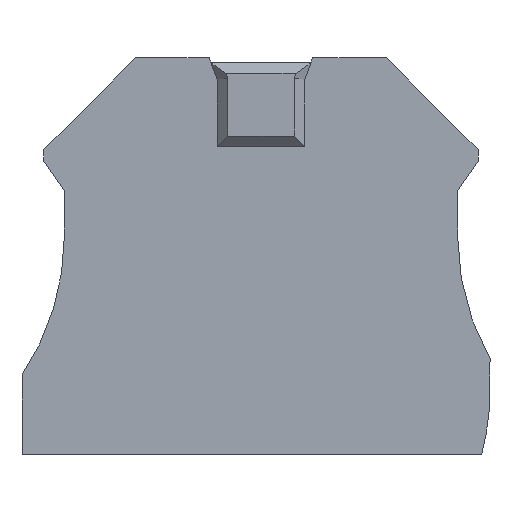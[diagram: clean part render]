
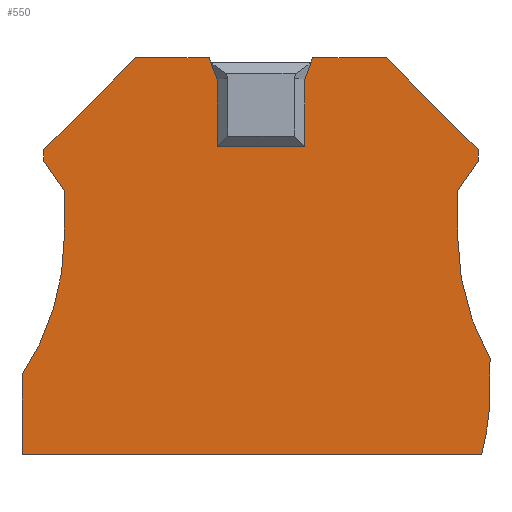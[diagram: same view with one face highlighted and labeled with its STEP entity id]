
A CAD part, left-side view. The second image highlights one B-rep face of the part: STEP entity #550.
In plain terms, the highlighted planar face has unit normal (-1, 0, 0).
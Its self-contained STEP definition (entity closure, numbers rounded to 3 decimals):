
#37=CARTESIAN_POINT('',(0.,17.8,39.8));
#38=VERTEX_POINT('',#37);
#45=CARTESIAN_POINT('',(0.,10.4,39.8));
#46=VERTEX_POINT('',#45);
#47=CARTESIAN_POINT('',(0.,17.8,39.8));
#48=DIRECTION('',(0.,-1.,0.));
#49=VECTOR('',#48,7.4);
#50=LINE('',#47,#49);
#51=EDGE_CURVE('',#38,#46,#50,.T.);
#77=CARTESIAN_POINT('',(0.,3.25,26.472));
#78=VERTEX_POINT('',#77);
#85=CARTESIAN_POINT('',(0.,3.25,21.9));
#86=VERTEX_POINT('',#85);
#87=CARTESIAN_POINT('',(0.,3.25,26.472));
#88=DIRECTION('',(0.,0.,-1.));
#89=VECTOR('',#88,4.572);
#90=LINE('',#87,#89);
#91=EDGE_CURVE('',#78,#86,#90,.T.);
#117=CARTESIAN_POINT('',(0.,1.2,30.6));
#118=VERTEX_POINT('',#117);
#125=CARTESIAN_POINT('',(0.,1.2,29.4));
#126=VERTEX_POINT('',#125);
#127=CARTESIAN_POINT('',(0.,1.2,30.6));
#128=DIRECTION('',(0.,0.,-1.));
#129=VECTOR('',#128,1.2);
#130=LINE('',#127,#129);
#131=EDGE_CURVE('',#118,#126,#130,.T.);
#165=CARTESIAN_POINT('',(0.,35.6,39.8));
#166=VERTEX_POINT('',#165);
#173=CARTESIAN_POINT('',(0.,28.2,39.8));
#174=VERTEX_POINT('',#173);
#175=CARTESIAN_POINT('',(0.,35.6,39.8));
#176=DIRECTION('',(0.,-1.,0.));
#177=VECTOR('',#176,7.4);
#178=LINE('',#175,#177);
#179=EDGE_CURVE('',#166,#174,#178,.T.);
#196=CARTESIAN_POINT('',(0.,10.4,39.8));
#197=DIRECTION('',(0.,-0.707,-0.707));
#198=VECTOR('',#197,13.011);
#199=LINE('',#196,#198);
#200=EDGE_CURVE('',#46,#118,#199,.T.);
#218=CARTESIAN_POINT('',(0.,1.2,29.4));
#219=DIRECTION('',(0.,0.574,-0.819));
#220=VECTOR('',#219,3.574);
#221=LINE('',#218,#220);
#222=EDGE_CURVE('',#126,#78,#221,.T.);
#239=CARTESIAN_POINT('',(0.,0.,9.574));
#240=VERTEX_POINT('',#239);
#257=CARTESIAN_POINT('',(0.,-21.75,21.9));
#258=DIRECTION('',(0.,1.,0.));
#259=DIRECTION('',(-1.,0.,0.));
#260=AXIS2_PLACEMENT_3D('',#257,#259,#258);
#261=CIRCLE('',#260,25.);
#262=EDGE_CURVE('',#86,#240,#261,.T.);
#272=CARTESIAN_POINT('',(0.,18.6,37.602));
#273=VERTEX_POINT('',#272);
#274=CARTESIAN_POINT('',(0.,18.6,37.602));
#275=DIRECTION('',(0.,-0.342,0.94));
#276=VECTOR('',#275,2.339);
#277=LINE('',#274,#276);
#278=EDGE_CURVE('',#273,#38,#277,.T.);
#343=CARTESIAN_POINT('',(0.,27.4,37.602));
#344=VERTEX_POINT('',#343);
#345=CARTESIAN_POINT('',(0.,28.2,39.8));
#346=DIRECTION('',(0.,-0.342,-0.94));
#347=VECTOR('',#346,2.339);
#348=LINE('',#345,#347);
#349=EDGE_CURVE('',#174,#344,#348,.T.);
#424=CARTESIAN_POINT('',(0.,42.75,21.9));
#425=VERTEX_POINT('',#424);
#432=CARTESIAN_POINT('',(0.,42.75,26.472));
#433=VERTEX_POINT('',#432);
#434=CARTESIAN_POINT('',(0.,42.75,21.9));
#435=DIRECTION('',(0.,0.,1.));
#436=VECTOR('',#435,4.572);
#437=LINE('',#434,#436);
#438=EDGE_CURVE('',#425,#433,#437,.T.);
#449=CARTESIAN_POINT('',(0.,23.5,19.9));
#450=DIRECTION('',(0.,0.,-1.));
#451=DIRECTION('',(-1.,0.,-0.));
#452=AXIS2_PLACEMENT_3D('',#449,#451,#450);
#453=PLANE('',#452);
#454=CARTESIAN_POINT('',(0.,0.84,0.));
#455=VERTEX_POINT('',#454);
#456=CARTESIAN_POINT('',(0.,0.,6.428));
#457=VERTEX_POINT('',#456);
#458=CARTESIAN_POINT('',(0.,25.,6.428));
#459=DIRECTION('',(0.,-0.966,-0.257));
#460=DIRECTION('',(-1.,0.,0.));
#461=AXIS2_PLACEMENT_3D('',#458,#460,#459);
#462=CIRCLE('',#461,25.);
#463=EDGE_CURVE('',#455,#457,#462,.T.);
#464=ORIENTED_EDGE('E87',*,*,#463,.T.);
#465=CARTESIAN_POINT('',(0.,0.,6.428));
#466=DIRECTION('',(0.,0.,1.));
#467=VECTOR('',#466,3.146);
#468=LINE('',#465,#467);
#469=EDGE_CURVE('',#457,#240,#468,.T.);
#470=ORIENTED_EDGE('E88',*,*,#469,.T.);
#471=ORIENTED_EDGE('E88',*,*,#262,.F.);
#472=ORIENTED_EDGE('E88',*,*,#91,.F.);
#473=ORIENTED_EDGE('E88',*,*,#222,.F.);
#474=ORIENTED_EDGE('E88',*,*,#131,.F.);
#475=ORIENTED_EDGE('E88',*,*,#200,.F.);
#476=ORIENTED_EDGE('E88',*,*,#51,.F.);
#477=ORIENTED_EDGE('E88',*,*,#278,.F.);
#478=CARTESIAN_POINT('',(0.,18.6,30.9));
#479=VERTEX_POINT('',#478);
#480=CARTESIAN_POINT('',(0.,18.6,30.9));
#481=DIRECTION('',(0.,0.,1.));
#482=VECTOR('',#481,6.702);
#483=LINE('',#480,#482);
#484=EDGE_CURVE('',#479,#273,#483,.T.);
#485=ORIENTED_EDGE('E74',*,*,#484,.F.);
#486=CARTESIAN_POINT('',(0.,27.4,30.9));
#487=VERTEX_POINT('',#486);
#488=CARTESIAN_POINT('',(0.,27.4,30.9));
#489=DIRECTION('',(0.,-1.,0.));
#490=VECTOR('',#489,8.8);
#491=LINE('',#488,#490);
#492=EDGE_CURVE('',#487,#479,#491,.T.);
#493=ORIENTED_EDGE('E77',*,*,#492,.F.);
#494=CARTESIAN_POINT('',(0.,27.4,37.602));
#495=DIRECTION('',(0.,0.,-1.));
#496=VECTOR('',#495,6.702);
#497=LINE('',#494,#496);
#498=EDGE_CURVE('',#344,#487,#497,.T.);
#499=ORIENTED_EDGE('E80',*,*,#498,.F.);
#500=ORIENTED_EDGE('E80',*,*,#349,.F.);
#501=ORIENTED_EDGE('E80',*,*,#179,.F.);
#502=CARTESIAN_POINT('',(0.,44.8,30.6));
#503=VERTEX_POINT('',#502);
#504=CARTESIAN_POINT('',(0.,35.6,39.8));
#505=DIRECTION('',(0.,0.707,-0.707));
#506=VECTOR('',#505,13.011);
#507=LINE('',#504,#506);
#508=EDGE_CURVE('',#166,#503,#507,.T.);
#509=ORIENTED_EDGE('E89',*,*,#508,.T.);
#510=CARTESIAN_POINT('',(0.,44.8,29.4));
#511=VERTEX_POINT('',#510);
#512=CARTESIAN_POINT('',(0.,44.8,30.6));
#513=DIRECTION('',(0.,0.,-1.));
#514=VECTOR('',#513,1.2);
#515=LINE('',#512,#514);
#516=EDGE_CURVE('',#503,#511,#515,.T.);
#517=ORIENTED_EDGE('E90',*,*,#516,.T.);
#518=CARTESIAN_POINT('',(0.,44.8,29.4));
#519=DIRECTION('',(0.,-0.574,-0.819));
#520=VECTOR('',#519,3.574);
#521=LINE('',#518,#520);
#522=EDGE_CURVE('',#511,#433,#521,.T.);
#523=ORIENTED_EDGE('E91',*,*,#522,.T.);
#524=ORIENTED_EDGE('E91',*,*,#438,.F.);
#525=CARTESIAN_POINT('',(0.,47.,7.956));
#526=VERTEX_POINT('',#525);
#527=CARTESIAN_POINT('',(0.,67.75,21.9));
#528=DIRECTION('',(0.,-1.,0.));
#529=DIRECTION('',(1.,0.,0.));
#530=AXIS2_PLACEMENT_3D('',#527,#529,#528);
#531=CIRCLE('',#530,25.);
#532=EDGE_CURVE('',#425,#526,#531,.T.);
#533=ORIENTED_EDGE('E92',*,*,#532,.T.);
#534=CARTESIAN_POINT('',(0.,47.,0.));
#535=VERTEX_POINT('',#534);
#536=CARTESIAN_POINT('',(0.,47.,7.956));
#537=DIRECTION('',(0.,0.,-1.));
#538=VECTOR('',#537,7.956);
#539=LINE('',#536,#538);
#540=EDGE_CURVE('',#526,#535,#539,.T.);
#541=ORIENTED_EDGE('E93',*,*,#540,.T.);
#542=CARTESIAN_POINT('',(0.,47.,0.));
#543=DIRECTION('',(0.,-1.,0.));
#544=VECTOR('',#543,46.16);
#545=LINE('',#542,#544);
#546=EDGE_CURVE('',#535,#455,#545,.T.);
#547=ORIENTED_EDGE('E94',*,*,#546,.T.);
#548=EDGE_LOOP('',(#464,#470,#471,#472,#473,#474,#475,#476,#477,#485,#493,#499,#500,#501,#509,#517,#523,#524,#533,#541,#547));
#549=FACE_OUTER_BOUND('',#548,.T.);
#550=ADVANCED_FACE('F35',(#549),#453,.T.);
